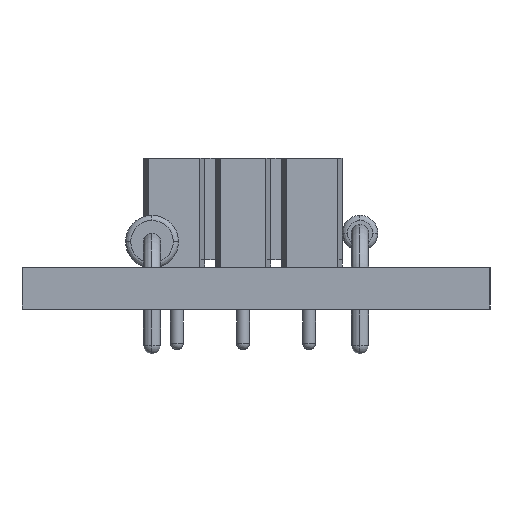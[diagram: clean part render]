
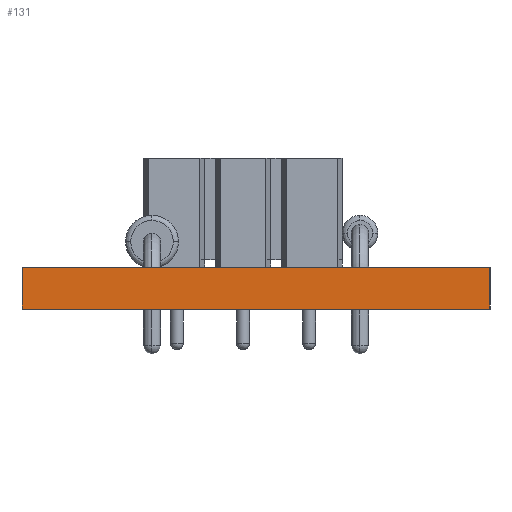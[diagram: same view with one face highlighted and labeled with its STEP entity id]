
A CAD part, left-side view. The second image highlights one B-rep face of the part: STEP entity #131.
In plain terms, the highlighted planar face has unit normal (-1, 0, 0).
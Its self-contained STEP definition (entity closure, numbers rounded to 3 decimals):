
#75 = VERTEX_POINT('',#76);
#76 = CARTESIAN_POINT('',(0.,18.,0.803));
#82 = EDGE_CURVE('',#83,#75,#85,.T.);
#83 = VERTEX_POINT('',#84);
#84 = CARTESIAN_POINT('',(0.,18.,-0.803));
#85 = LINE('',#86,#87);
#86 = CARTESIAN_POINT('',(0.,18.,-0.803));
#87 = VECTOR('',#88,1.);
#88 = DIRECTION('',(0.,0.,1.));
#131 = ADVANCED_FACE('',(#132),#157,.F.);
#132 = FACE_BOUND('',#133,.F.);
#133 = EDGE_LOOP('',(#134,#135,#143,#151));
#134 = ORIENTED_EDGE('',*,*,#82,.T.);
#135 = ORIENTED_EDGE('',*,*,#136,.T.);
#136 = EDGE_CURVE('',#75,#137,#139,.T.);
#137 = VERTEX_POINT('',#138);
#138 = CARTESIAN_POINT('',(0.,0.,0.803));
#139 = LINE('',#140,#141);
#140 = CARTESIAN_POINT('',(0.,18.,0.803));
#141 = VECTOR('',#142,1.);
#142 = DIRECTION('',(0.,-1.,0.));
#143 = ORIENTED_EDGE('',*,*,#144,.F.);
#144 = EDGE_CURVE('',#145,#137,#147,.T.);
#145 = VERTEX_POINT('',#146);
#146 = CARTESIAN_POINT('',(0.,0.,-0.803));
#147 = LINE('',#148,#149);
#148 = CARTESIAN_POINT('',(0.,0.,-0.803));
#149 = VECTOR('',#150,1.);
#150 = DIRECTION('',(0.,0.,1.));
#151 = ORIENTED_EDGE('',*,*,#152,.F.);
#152 = EDGE_CURVE('',#83,#145,#153,.T.);
#153 = LINE('',#154,#155);
#154 = CARTESIAN_POINT('',(0.,18.,-0.803));
#155 = VECTOR('',#156,1.);
#156 = DIRECTION('',(0.,-1.,0.));
#157 = PLANE('',#158);
#158 = AXIS2_PLACEMENT_3D('',#159,#160,#161);
#159 = CARTESIAN_POINT('',(0.,18.,-0.803));
#160 = DIRECTION('',(1.,0.,0.));
#161 = DIRECTION('',(0.,-1.,0.));
